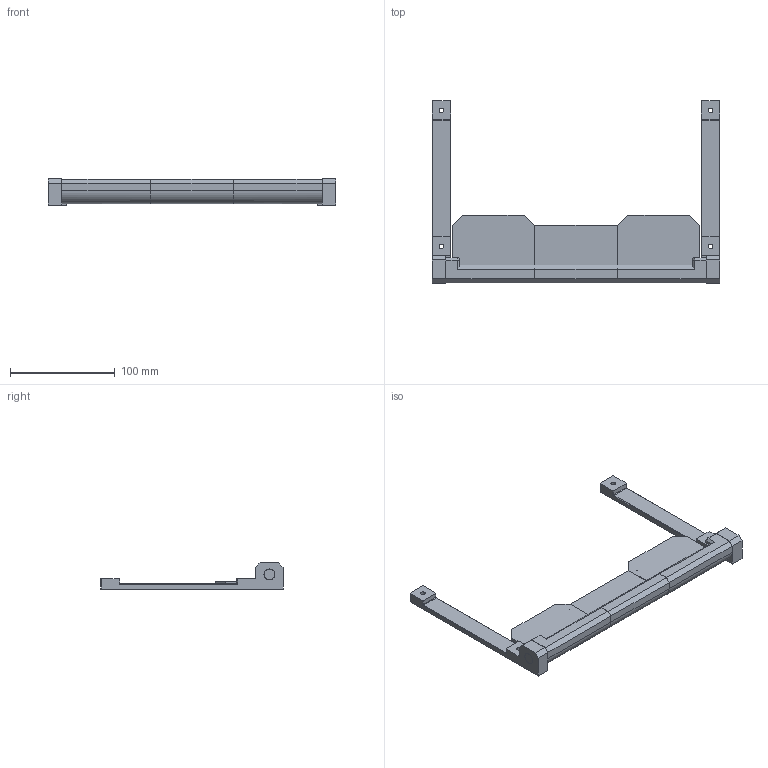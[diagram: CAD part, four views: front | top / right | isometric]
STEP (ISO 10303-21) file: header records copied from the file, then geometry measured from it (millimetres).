
FILE_DESCRIPTION(/* description */ ('','CAx-IF Rec.Pracs.---Representation and Presentation of Product Manufacturing Information (PMI)---4.0---2014-10-13'),/* implementation_level */ '2;1');
FILE_NAME(/* name */ '10inch-TFT Mount.step',/* time_stamp */ '2025-02-20T11:55:17+01:00',/* author */ (''),/* organization */ (''),/* preprocessor_version */ 'ST-DEVELOPER v20',/* originating_system */ 'Autodesk Translation Framework v13.20.0.188',/* authorisation */ '');
FILE_SCHEMA (('AP242_MANAGED_MODEL_BASED_3D_ENGINEERING_MIM_LF { 1 0 10303 442 1 1 4 }'));
Length unit declared in the file: millimetre
Products named in the file (1): TFT-Scharnier
Bounding box: 275.2 x 174 x 25 mm (x, y, z)
Volume: 130522.6 mm3; surface area: 68911.9 mm2
Topology: 5 solids, 5 shells, 187 faces, 413 edges, 266 vertices
Faces by surface type: plane 146, cylinder 41
Full cylindrical faces by diameter (mm): 1 x28, 4.5 x4, 10.25 x2, 10.49 x2
Entity records: 5142 total; most frequent: DIRECTION 875, CARTESIAN_POINT 867, ORIENTED_EDGE 826, EDGE_CURVE 413, LINE 327, VECTOR 327, AXIS2_PLACEMENT_3D 274, VERTEX_POINT 266
